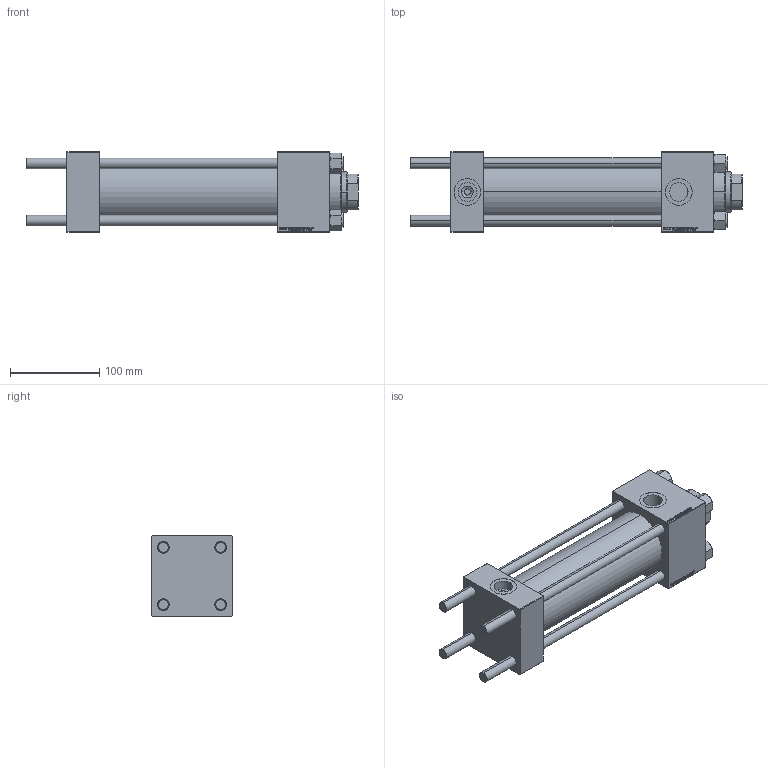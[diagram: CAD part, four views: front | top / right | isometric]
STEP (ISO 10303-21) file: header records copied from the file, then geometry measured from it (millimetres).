
FILE_DESCRIPTION (( 'STEP AP203' ), '1' );
FILE_NAME ('9297.STEP', '2025-02-12T10:35:31', ( '' ), ( '' ), 'SwSTEP 2.0', 'SolidWorks 2019', '' );
FILE_SCHEMA (( 'CONFIG_CONTROL_DESIGN' ));
Length unit declared in the file: millimetre
Products named in the file (6): V215_VC_A 8caea3e763955ee06856c5ee72b4c2a5; V215CR_BODY_A 8caea3e763955ee06856c5ee72b4c2a5; V215CR_VCP 8caea3e763955ee06856c5ee72b4c2a5; NUT_M5 8caea3e763955ee06856c5ee72b4c2a5; 9297; CR025_012_A_0_G_A_G_M_020_+#_##_TYCINKA 8caea3e763955ee06856c5ee72b4c2a5
Assembly tree (11 placements, depth 2):
  9297
    V215CR_BODY_A 8caea3e763955ee06856c5ee72b4c2a5
    CR025_012_A_0_G_A_G_M_020_+#_##_TYCINKA 8caea3e763955ee06856c5ee72b4c2a5  x4
    NUT_M5 8caea3e763955ee06856c5ee72b4c2a5  x4
    V215CR_VCP 8caea3e763955ee06856c5ee72b4c2a5
    V215_VC_A 8caea3e763955ee06856c5ee72b4c2a5
Bounding box: 373 x 90 x 90 mm (x, y, z)
Volume: 1405446.4 mm3; surface area: 305025.7 mm2
Topology: 11 solids, 11 shells, 1131 faces, 2845 edges, 1846 vertices
Faces by surface type: plane 519, bspline 392, cone 136, cylinder 76, torus 8
Entity records: 49729 total; most frequent: CARTESIAN_POINT 26949, ORIENTED_EDGE 5182, DIRECTION 3225, EDGE_CURVE 2591, VERTEX_POINT 1702, VECTOR 1581, LINE 1581, EDGE_LOOP 1139
